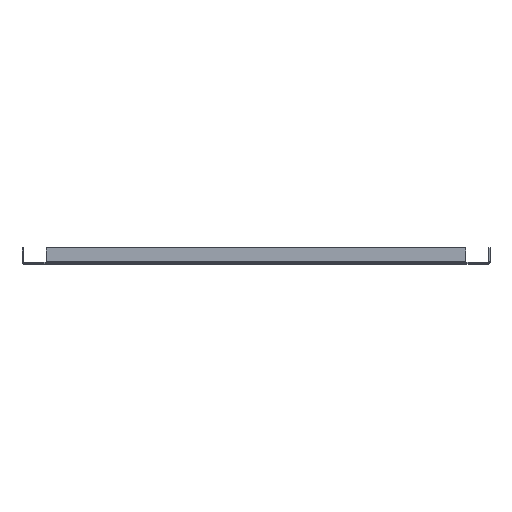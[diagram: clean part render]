
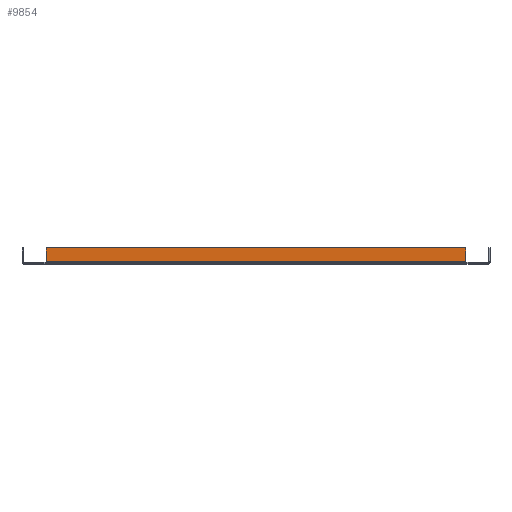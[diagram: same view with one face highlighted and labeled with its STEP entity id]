
A CAD part, top view. The second image highlights one B-rep face of the part: STEP entity #9854.
In plain terms, the highlighted planar face has unit normal (0, 0, 1).
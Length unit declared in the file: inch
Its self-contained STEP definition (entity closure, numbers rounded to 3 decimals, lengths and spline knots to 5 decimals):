
#542 = CARTESIAN_POINT ( 'NONE',  ( 10.092, 0.086, 10.5 ) ) ;
#615 = EDGE_CURVE ( 'NONE', #1265, #8376, #5352, .T. ) ;
#1128 = CARTESIAN_POINT ( 'NONE',  ( -10.092, 0.75, 10.5 ) ) ;
#1265 = VERTEX_POINT ( 'NONE', #5183 ) ;
#1278 = DIRECTION ( 'NONE',  ( 0., -1., 0. ) ) ;
#1577 = VERTEX_POINT ( 'NONE', #542 ) ;
#1692 = LINE ( 'NONE', #9740, #8167 ) ;
#1880 = FACE_OUTER_BOUND ( 'NONE', #2072, .T. ) ;
#2072 = EDGE_LOOP ( 'NONE', ( #6628, #6647, #6050, #5180 ) ) ;
#2287 = DIRECTION ( 'NONE',  ( 0., 1., 0. ) ) ;
#2396 = EDGE_CURVE ( 'NONE', #3175, #8376, #9699, .T. ) ;
#2736 = CARTESIAN_POINT ( 'NONE',  ( -11.16392, 0.75, 10.5 ) ) ;
#3152 = CARTESIAN_POINT ( 'NONE',  ( -10.092, 0., 10.5 ) ) ;
#3175 = VERTEX_POINT ( 'NONE', #6708 ) ;
#3193 = CARTESIAN_POINT ( 'NONE',  ( 10.092, 0.047, 10.5 ) ) ;
#3509 = PLANE ( 'NONE',  #4515 ) ;
#3548 = VECTOR ( 'NONE', #5898, 39.37008 ) ;
#4515 = AXIS2_PLACEMENT_3D ( 'NONE', #4985, #8076, #1278 ) ;
#4985 = CARTESIAN_POINT ( 'NONE',  ( -11.16392, 0.047, 10.5 ) ) ;
#5180 = ORIENTED_EDGE ( 'NONE', *, *, #2396, .T. ) ;
#5183 = CARTESIAN_POINT ( 'NONE',  ( -10.092, 0.086, 10.5 ) ) ;
#5298 = LINE ( 'NONE', #3193, #6971 ) ;
#5352 = LINE ( 'NONE', #3152, #7763 ) ;
#5378 = EDGE_CURVE ( 'NONE', #1577, #1265, #1692, .T. ) ;
#5898 = DIRECTION ( 'NONE',  ( -1., 0., 0. ) ) ;
#6050 = ORIENTED_EDGE ( 'NONE', *, *, #7250, .T. ) ;
#6628 = ORIENTED_EDGE ( 'NONE', *, *, #615, .F. ) ;
#6647 = ORIENTED_EDGE ( 'NONE', *, *, #5378, .F. ) ;
#6708 = CARTESIAN_POINT ( 'NONE',  ( 10.092, 0.75, 10.5 ) ) ;
#6971 = VECTOR ( 'NONE', #2287, 39.37008 ) ;
#7250 = EDGE_CURVE ( 'NONE', #1577, #3175, #5298, .T. ) ;
#7763 = VECTOR ( 'NONE', #8392, 39.37008 ) ;
#8076 = DIRECTION ( 'NONE',  ( 0., 0., 1. ) ) ;
#8167 = VECTOR ( 'NONE', #8696, 39.37008 ) ;
#8376 = VERTEX_POINT ( 'NONE', #1128 ) ;
#8392 = DIRECTION ( 'NONE',  ( 0., 1., 0. ) ) ;
#8696 = DIRECTION ( 'NONE',  ( -1., 0., 0. ) ) ;
#9699 = LINE ( 'NONE', #2736, #3548 ) ;
#9740 = CARTESIAN_POINT ( 'NONE',  ( 10.092, 0.086, 10.5 ) ) ;
#9854 = ADVANCED_FACE ( 'NONE', ( #1880 ), #3509, .T. ) ;
